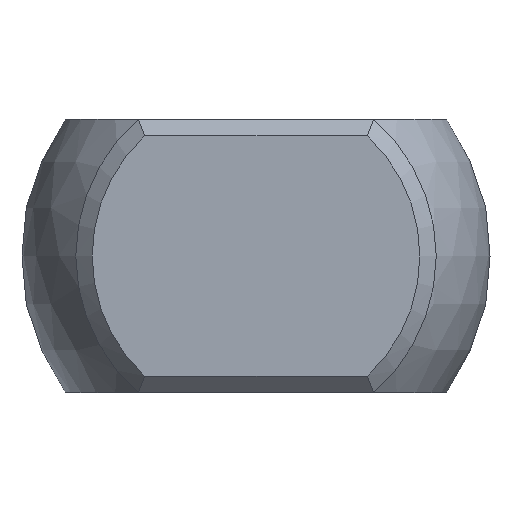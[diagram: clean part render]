
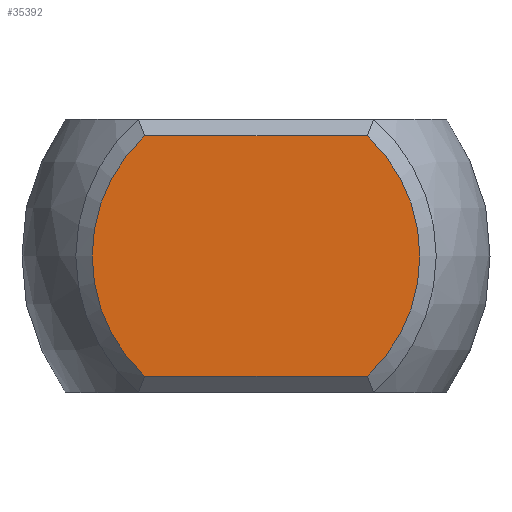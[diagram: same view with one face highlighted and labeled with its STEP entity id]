
A CAD part, left-side view. The second image highlights one B-rep face of the part: STEP entity #35392.
In plain terms, the highlighted planar face has unit normal (-1, 0, 0).
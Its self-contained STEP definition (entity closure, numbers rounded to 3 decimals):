
#33808 = PLANE('',#33809);
#33809 = AXIS2_PLACEMENT_3D('',#33810,#33811,#33812);
#33810 = CARTESIAN_POINT('',(-40.475,4.775,2.35));
#33811 = DIRECTION('',(-0.707,0.,0.707));
#33812 = DIRECTION('',(0.707,0.,0.707));
#35022 = CONICAL_SURFACE('',#35023,3.15,0.785);
#35023 = AXIS2_PLACEMENT_3D('',#35024,#35025,#35026);
#35024 = CARTESIAN_POINT('',(-40.475,0.,0.));
#35025 = DIRECTION('',(1.,0.,0.));
#35026 = DIRECTION('',(0.,-1.,0.));
#35042 = VERTEX_POINT('',#35043);
#35043 = CARTESIAN_POINT('',(-40.625,-2.04,2.2));
#35065 = EDGE_CURVE('',#35042,#35066,#35068,.T.);
#35066 = VERTEX_POINT('',#35067);
#35067 = CARTESIAN_POINT('',(-40.625,-2.04,-2.2));
#35068 = SURFACE_CURVE('',#35069,(#35074,#35081),.PCURVE_S1.);
#35069 = CIRCLE('',#35070,3.);
#35070 = AXIS2_PLACEMENT_3D('',#35071,#35072,#35073);
#35071 = CARTESIAN_POINT('',(-40.625,0.,0.));
#35072 = DIRECTION('',(1.,0.,0.));
#35073 = DIRECTION('',(0.,-1.,0.));
#35074 = PCURVE('',#35022,#35075);
#35075 = DEFINITIONAL_REPRESENTATION('',(#35076),#35080);
#35076 = LINE('',#35077,#35078);
#35077 = CARTESIAN_POINT('',(-6.283,-0.15));
#35078 = VECTOR('',#35079,1.);
#35079 = DIRECTION('',(1.,0.));
#35080 = ( GEOMETRIC_REPRESENTATION_CONTEXT(2) 
PARAMETRIC_REPRESENTATION_CONTEXT() REPRESENTATION_CONTEXT('2D SPACE',''
  ) );
#35081 = PCURVE('',#35082,#35087);
#35082 = PLANE('',#35083);
#35083 = AXIS2_PLACEMENT_3D('',#35084,#35085,#35086);
#35084 = CARTESIAN_POINT('',(-40.625,3.3,0.));
#35085 = DIRECTION('',(-1.,0.,0.));
#35086 = DIRECTION('',(0.,0.,1.));
#35087 = DEFINITIONAL_REPRESENTATION('',(#35088),#35096);
#35088 = ( BOUNDED_CURVE() B_SPLINE_CURVE(2,(#35089,#35090,#35091,#35092
    ,#35093,#35094,#35095),.UNSPECIFIED.,.T.,.F.) 
B_SPLINE_CURVE_WITH_KNOTS((1,2,2,2,2,1),(-2.094,0.,
    2.094,4.189,6.283,8.378),
.UNSPECIFIED.) CURVE() GEOMETRIC_REPRESENTATION_ITEM() 
RATIONAL_B_SPLINE_CURVE((1.,0.5,1.,0.5,1.,0.5,1.)) REPRESENTATION_ITEM(
  '') );
#35089 = CARTESIAN_POINT('',(0.,-6.3));
#35090 = CARTESIAN_POINT('',(-5.196,-6.3));
#35091 = CARTESIAN_POINT('',(-2.598,-1.8));
#35092 = CARTESIAN_POINT('',(0.,2.7));
#35093 = CARTESIAN_POINT('',(2.598,-1.8));
#35094 = CARTESIAN_POINT('',(5.196,-6.3));
#35095 = CARTESIAN_POINT('',(0.,-6.3));
#35096 = ( GEOMETRIC_REPRESENTATION_CONTEXT(2) 
PARAMETRIC_REPRESENTATION_CONTEXT() REPRESENTATION_CONTEXT('2D SPACE',''
  ) );
#35112 = PLANE('',#35113);
#35113 = AXIS2_PLACEMENT_3D('',#35114,#35115,#35116);
#35114 = CARTESIAN_POINT('',(-40.475,-1.475,-2.35));
#35115 = DIRECTION('',(-0.707,0.,-0.707));
#35116 = DIRECTION('',(-0.707,0.,0.707));
#35130 = VERTEX_POINT('',#35131);
#35131 = CARTESIAN_POINT('',(-40.625,2.04,2.2));
#35147 = CONICAL_SURFACE('',#35148,3.15,0.785);
#35148 = AXIS2_PLACEMENT_3D('',#35149,#35150,#35151);
#35149 = CARTESIAN_POINT('',(-40.475,0.,0.));
#35150 = DIRECTION('',(1.,0.,0.));
#35151 = DIRECTION('',(-0.,1.,0.));
#35158 = EDGE_CURVE('',#35130,#35042,#35159,.T.);
#35159 = SURFACE_CURVE('',#35160,(#35164,#35171),.PCURVE_S1.);
#35160 = LINE('',#35161,#35162);
#35161 = CARTESIAN_POINT('',(-40.625,4.775,2.2));
#35162 = VECTOR('',#35163,1.);
#35163 = DIRECTION('',(0.,-1.,0.));
#35164 = PCURVE('',#33808,#35165);
#35165 = DEFINITIONAL_REPRESENTATION('',(#35166),#35170);
#35166 = LINE('',#35167,#35168);
#35167 = CARTESIAN_POINT('',(-0.212,0.));
#35168 = VECTOR('',#35169,1.);
#35169 = DIRECTION('',(0.,-1.));
#35170 = ( GEOMETRIC_REPRESENTATION_CONTEXT(2) 
PARAMETRIC_REPRESENTATION_CONTEXT() REPRESENTATION_CONTEXT('2D SPACE',''
  ) );
#35171 = PCURVE('',#35082,#35172);
#35172 = DEFINITIONAL_REPRESENTATION('',(#35173),#35177);
#35173 = LINE('',#35174,#35175);
#35174 = CARTESIAN_POINT('',(2.2,1.475));
#35175 = VECTOR('',#35176,1.);
#35176 = DIRECTION('',(0.,-1.));
#35177 = ( GEOMETRIC_REPRESENTATION_CONTEXT(2) 
PARAMETRIC_REPRESENTATION_CONTEXT() REPRESENTATION_CONTEXT('2D SPACE',''
  ) );
#35208 = VERTEX_POINT('',#35209);
#35209 = CARTESIAN_POINT('',(-40.625,2.04,-2.2));
#35231 = EDGE_CURVE('',#35208,#35130,#35232,.T.);
#35232 = SURFACE_CURVE('',#35233,(#35238,#35245),.PCURVE_S1.);
#35233 = CIRCLE('',#35234,3.);
#35234 = AXIS2_PLACEMENT_3D('',#35235,#35236,#35237);
#35235 = CARTESIAN_POINT('',(-40.625,0.,0.));
#35236 = DIRECTION('',(1.,0.,0.));
#35237 = DIRECTION('',(-0.,1.,0.));
#35238 = PCURVE('',#35147,#35239);
#35239 = DEFINITIONAL_REPRESENTATION('',(#35240),#35244);
#35240 = LINE('',#35241,#35242);
#35241 = CARTESIAN_POINT('',(-6.283,-0.15));
#35242 = VECTOR('',#35243,1.);
#35243 = DIRECTION('',(1.,0.));
#35244 = ( GEOMETRIC_REPRESENTATION_CONTEXT(2) 
PARAMETRIC_REPRESENTATION_CONTEXT() REPRESENTATION_CONTEXT('2D SPACE',''
  ) );
#35245 = PCURVE('',#35082,#35246);
#35246 = DEFINITIONAL_REPRESENTATION('',(#35247),#35255);
#35247 = ( BOUNDED_CURVE() B_SPLINE_CURVE(2,(#35248,#35249,#35250,#35251
    ,#35252,#35253,#35254),.UNSPECIFIED.,.T.,.F.) 
B_SPLINE_CURVE_WITH_KNOTS((1,2,2,2,2,1),(-2.094,0.,
    2.094,4.189,6.283,8.378),
.UNSPECIFIED.) CURVE() GEOMETRIC_REPRESENTATION_ITEM() 
RATIONAL_B_SPLINE_CURVE((1.,0.5,1.,0.5,1.,0.5,1.)) REPRESENTATION_ITEM(
  '') );
#35248 = CARTESIAN_POINT('',(0.,-0.3));
#35249 = CARTESIAN_POINT('',(5.196,-0.3));
#35250 = CARTESIAN_POINT('',(2.598,-4.8));
#35251 = CARTESIAN_POINT('',(0.,-9.3));
#35252 = CARTESIAN_POINT('',(-2.598,-4.8));
#35253 = CARTESIAN_POINT('',(-5.196,-0.3));
#35254 = CARTESIAN_POINT('',(0.,-0.3));
#35255 = ( GEOMETRIC_REPRESENTATION_CONTEXT(2) 
PARAMETRIC_REPRESENTATION_CONTEXT() REPRESENTATION_CONTEXT('2D SPACE',''
  ) );
#35261 = EDGE_CURVE('',#35066,#35208,#35262,.T.);
#35262 = SURFACE_CURVE('',#35263,(#35267,#35274),.PCURVE_S1.);
#35263 = LINE('',#35264,#35265);
#35264 = CARTESIAN_POINT('',(-40.625,-1.475,-2.2));
#35265 = VECTOR('',#35266,1.);
#35266 = DIRECTION('',(0.,1.,0.));
#35267 = PCURVE('',#35112,#35268);
#35268 = DEFINITIONAL_REPRESENTATION('',(#35269),#35273);
#35269 = LINE('',#35270,#35271);
#35270 = CARTESIAN_POINT('',(0.212,0.));
#35271 = VECTOR('',#35272,1.);
#35272 = DIRECTION('',(0.,1.));
#35273 = ( GEOMETRIC_REPRESENTATION_CONTEXT(2) 
PARAMETRIC_REPRESENTATION_CONTEXT() REPRESENTATION_CONTEXT('2D SPACE',''
  ) );
#35274 = PCURVE('',#35082,#35275);
#35275 = DEFINITIONAL_REPRESENTATION('',(#35276),#35280);
#35276 = LINE('',#35277,#35278);
#35277 = CARTESIAN_POINT('',(-2.2,-4.775));
#35278 = VECTOR('',#35279,1.);
#35279 = DIRECTION('',(0.,1.));
#35280 = ( GEOMETRIC_REPRESENTATION_CONTEXT(2) 
PARAMETRIC_REPRESENTATION_CONTEXT() REPRESENTATION_CONTEXT('2D SPACE',''
  ) );
#35392 = ADVANCED_FACE('',(#35393),#35082,.T.);
#35393 = FACE_BOUND('',#35394,.T.);
#35394 = EDGE_LOOP('',(#35395,#35396,#35397,#35398));
#35395 = ORIENTED_EDGE('',*,*,#35065,.F.);
#35396 = ORIENTED_EDGE('',*,*,#35158,.F.);
#35397 = ORIENTED_EDGE('',*,*,#35231,.F.);
#35398 = ORIENTED_EDGE('',*,*,#35261,.F.);
